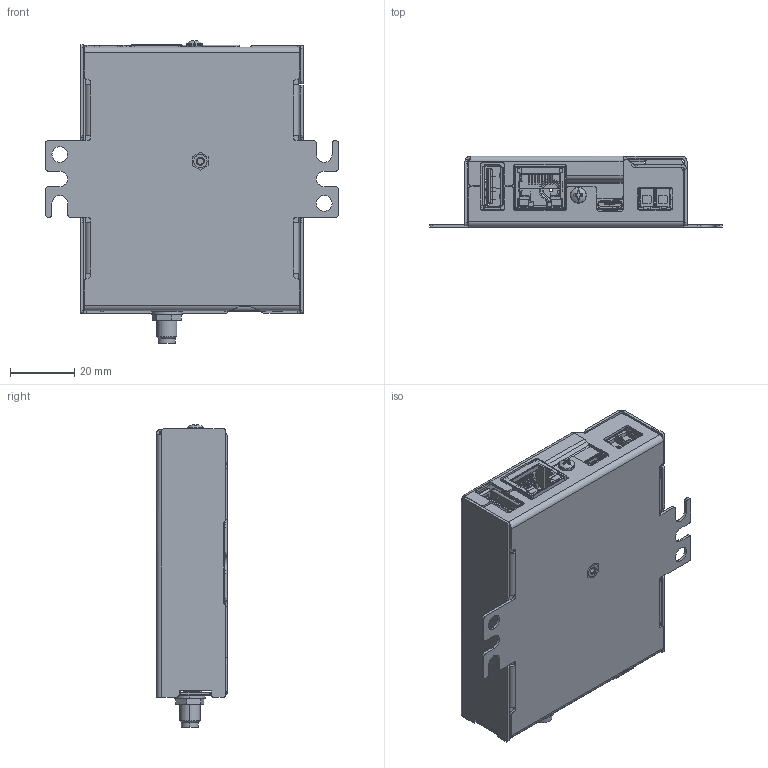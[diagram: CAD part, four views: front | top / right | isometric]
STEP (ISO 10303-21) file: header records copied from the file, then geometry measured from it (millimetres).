
FILE_DESCRIPTION (( 'STEP AP203' ), '1' );
FILE_NAME ('e12-ref-101716-120-034001-000.STEP', '2016-10-17T18:34:05', ( '' ), ( '' ), 'SwSTEP 2.0', 'SolidWorks 2016', '' );
FILE_SCHEMA (( 'CONFIG_CONTROL_DESIGN' ));
Length unit declared in the file: inch
Products named in the file (1): e12-ref-101716-120-034001-000
Bounding box: 91.44 x 22.25 x 94.59 mm (x, y, z)
Surface area: 51001.2 mm2 (no closed solid volume)
Topology: 0 solids, 144 shells, 807 faces, 4504 edges, 3797 vertices
Faces by surface type: plane 507, cylinder 248, bspline 27, cone 19, torus 4, sphere 2
Entity records: 48148 total; most frequent: CARTESIAN_POINT 14296, DIRECTION 6532, ORIENTED_EDGE 5946, EDGE_CURVE 4497, VERTEX_POINT 3797, VECTOR 2704, LINE 2704, AXIS2_PLACEMENT_3D 1914
